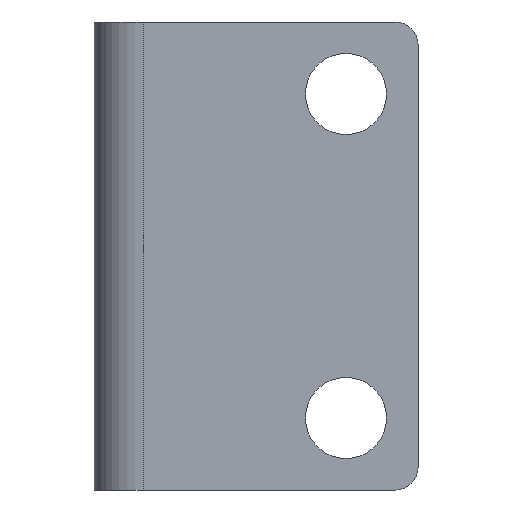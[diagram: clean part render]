
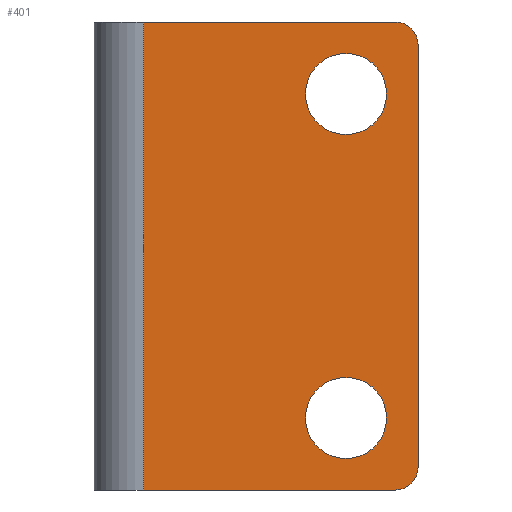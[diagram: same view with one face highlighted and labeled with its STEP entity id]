
A CAD part, front view. The second image highlights one B-rep face of the part: STEP entity #401.
In plain terms, the highlighted planar face has unit normal (0, -1, 0).
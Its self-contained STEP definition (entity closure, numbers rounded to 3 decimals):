
#24=FACE_BOUND('',#84,.T.);
#25=FACE_BOUND('',#85,.T.);
#34=PLANE('',#446);
#53=FACE_OUTER_BOUND('',#83,.T.);
#83=EDGE_LOOP('',(#342,#343,#344,#345,#346,#347));
#84=EDGE_LOOP('',(#348));
#85=EDGE_LOOP('',(#349));
#93=LINE('',#597,#121);
#98=LINE('',#618,#126);
#107=LINE('',#643,#135);
#113=LINE('',#666,#141);
#121=VECTOR('',#480,52.);
#126=VECTOR('',#499,28.);
#135=VECTOR('',#524,28.);
#141=VECTOR('',#558,47.);
#157=CIRCLE('',#426,2.5);
#161=CIRCLE('',#435,2.5);
#162=CIRCLE('',#437,4.5);
#163=CIRCLE('',#439,4.5);
#176=VERTEX_POINT('',#590);
#179=VERTEX_POINT('',#595);
#188=VERTEX_POINT('',#617);
#192=VERTEX_POINT('',#627);
#193=VERTEX_POINT('',#629);
#197=VERTEX_POINT('',#649);
#198=VERTEX_POINT('',#653);
#199=VERTEX_POINT('',#656);
#216=EDGE_CURVE('',#179,#176,#93,.T.);
#226=EDGE_CURVE('',#188,#176,#98,.T.);
#232=EDGE_CURVE('',#192,#193,#157,.T.);
#240=EDGE_CURVE('',#179,#193,#107,.T.);
#243=EDGE_CURVE('',#188,#197,#161,.T.);
#245=EDGE_CURVE('',#198,#198,#162,.T.);
#246=EDGE_CURVE('',#199,#199,#163,.T.);
#249=EDGE_CURVE('',#192,#197,#113,.T.);
#342=ORIENTED_EDGE('',*,*,#216,.F.);
#343=ORIENTED_EDGE('',*,*,#240,.T.);
#344=ORIENTED_EDGE('',*,*,#232,.F.);
#345=ORIENTED_EDGE('',*,*,#249,.T.);
#346=ORIENTED_EDGE('',*,*,#243,.F.);
#347=ORIENTED_EDGE('',*,*,#226,.T.);
#348=ORIENTED_EDGE('',*,*,#245,.T.);
#349=ORIENTED_EDGE('',*,*,#246,.T.);
#401=ADVANCED_FACE('',(#53,#24,#25),#34,.T.);
#426=AXIS2_PLACEMENT_3D('',#630,#508,#509);
#435=AXIS2_PLACEMENT_3D('',#650,#533,#534);
#437=AXIS2_PLACEMENT_3D('',#654,#538,#539);
#439=AXIS2_PLACEMENT_3D('',#657,#542,#543);
#446=AXIS2_PLACEMENT_3D('',#667,#559,#560);
#480=DIRECTION('',(0.,0.,1.));
#499=DIRECTION('',(-1.,0.,0.));
#508=DIRECTION('center_axis',(0.,1.,0.));
#509=DIRECTION('ref_axis',(0.707,0.,-0.707));
#524=DIRECTION('',(1.,0.,0.));
#533=DIRECTION('center_axis',(0.,1.,0.));
#534=DIRECTION('ref_axis',(0.707,0.,0.707));
#538=DIRECTION('center_axis',(0.,1.,0.));
#539=DIRECTION('ref_axis',(1.,0.,0.));
#542=DIRECTION('center_axis',(0.,1.,0.));
#543=DIRECTION('ref_axis',(1.,0.,0.));
#558=DIRECTION('',(0.,0.,1.));
#559=DIRECTION('center_axis',(0.,-1.,0.));
#560=DIRECTION('ref_axis',(0.,0.,-1.));
#590=CARTESIAN_POINT('',(5.5,0.,26.));
#595=CARTESIAN_POINT('',(5.5,0.,-26.));
#597=CARTESIAN_POINT('',(5.5,0.,0.));
#617=CARTESIAN_POINT('',(33.5,0.,26.));
#618=CARTESIAN_POINT('',(0.,0.,26.));
#627=CARTESIAN_POINT('',(36.,0.,-23.5));
#629=CARTESIAN_POINT('',(33.5,0.,-26.));
#630=CARTESIAN_POINT('Origin',(33.5,0.,-23.5));
#643=CARTESIAN_POINT('',(0.,0.,-26.));
#649=CARTESIAN_POINT('',(36.,0.,23.5));
#650=CARTESIAN_POINT('Origin',(33.5,0.,23.5));
#653=CARTESIAN_POINT('',(23.5,0.,18.));
#654=CARTESIAN_POINT('Origin',(28.,0.,18.));
#656=CARTESIAN_POINT('',(23.5,0.,-18.));
#657=CARTESIAN_POINT('Origin',(28.,0.,-18.));
#666=CARTESIAN_POINT('',(36.,0.,0.));
#667=CARTESIAN_POINT('Origin',(36.,0.,0.));
